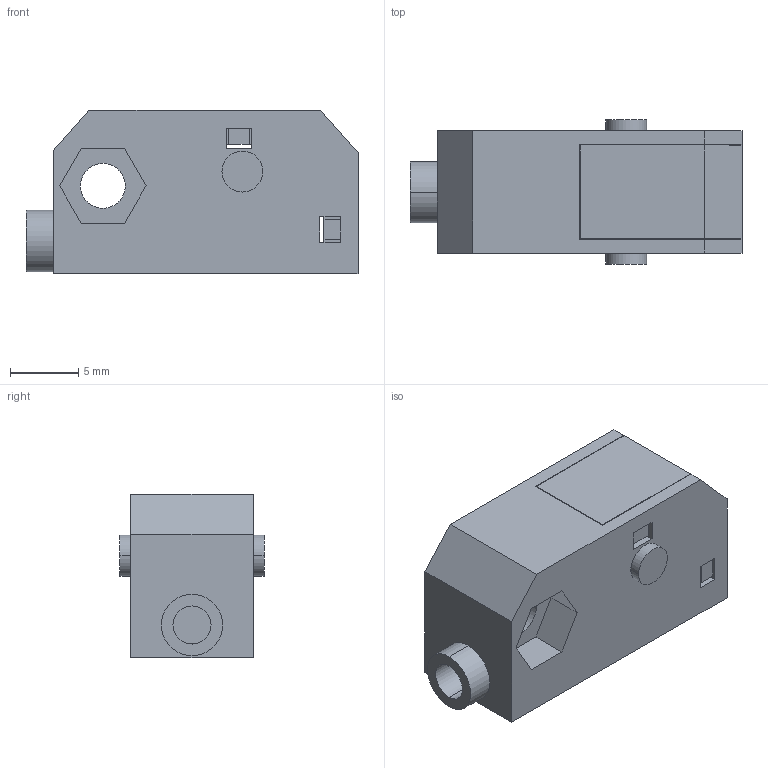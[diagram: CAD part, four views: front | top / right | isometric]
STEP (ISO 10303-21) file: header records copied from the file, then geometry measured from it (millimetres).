
FILE_DESCRIPTION((''),'2;1');
FILE_NAME('20191208-A_34','2020-07-18T',('admin'),(''),'PRO/ENGINEER BY PARAMETRIC TECHNOLOGY CORPORATION, 2008380','PRO/ENGINEER BY PARAMETRIC TECHNOLOGY CORPORATION, 2008380','');
FILE_SCHEMA(('CONFIG_CONTROL_DESIGN'));
Length unit declared in the file: millimetre
Products named in the file (1): 20191208-A_34
Bounding box: 24.4 x 10.6 x 12 mm (x, y, z)
Volume: 880.4 mm3; surface area: 2382.1 mm2
Topology: 1 solids, 2 shells, 146 faces, 420 edges, 281 vertices
Faces by surface type: plane 131, cylinder 13, sphere 2
Entity records: 4788 total; most frequent: CARTESIAN_POINT 856, ORIENTED_EDGE 836, DIRECTION 746, EDGE_CURVE 418, VECTOR 380, LINE 380, VERTEX_POINT 281, AXIS2_PLACEMENT_3D 183
